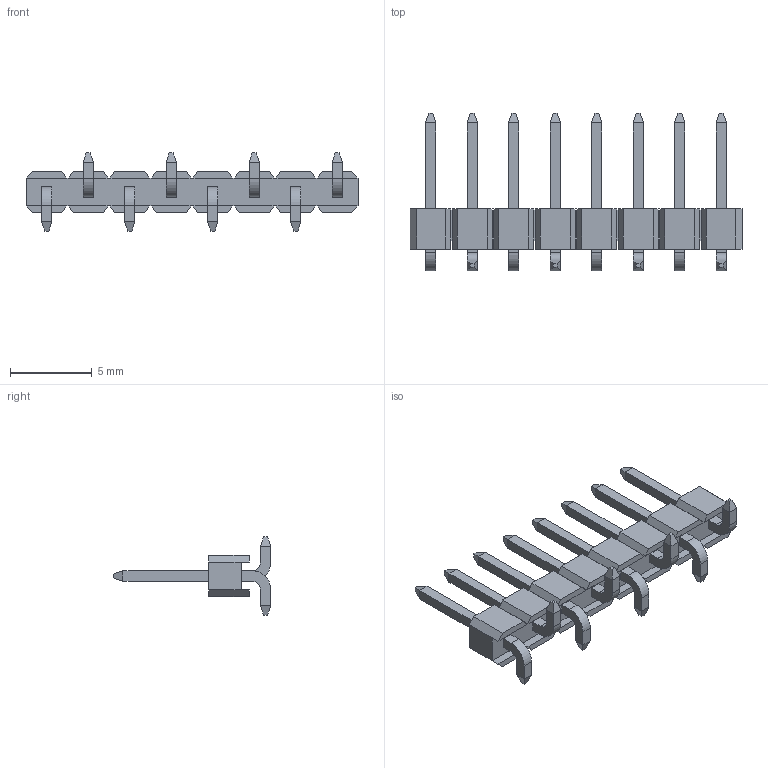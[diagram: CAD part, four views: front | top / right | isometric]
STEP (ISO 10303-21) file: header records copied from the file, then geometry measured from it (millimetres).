
FILE_DESCRIPTION((''),'2;1');
FILE_NAME('878980824','2014-03-05T',('me'),(''),'PRO/ENGINEER BY PARAMETRIC TECHNOLOGY CORPORATION, 2011490','PRO/ENGINEER BY PARAMETRIC TECHNOLOGY CORPORATION, 2011490','');
FILE_SCHEMA(('CONFIG_CONTROL_DESIGN'));
Length unit declared in the file: millimetre
Products named in the file (1): 878980824
Bounding box: 20.32 x 9.65 x 4.8 mm (x, y, z)
Volume: 131.8 mm3; surface area: 421.8 mm2
Topology: 1 solids, 1 shells, 302 faces, 760 edges, 476 vertices
Faces by surface type: plane 286, cylinder 16
Entity records: 8719 total; most frequent: CARTESIAN_POINT 1507, ORIENTED_EDGE 1456, DIRECTION 1398, VECTOR 728, LINE 728, EDGE_CURVE 728, VERTEX_POINT 444, AXIS2_PLACEMENT_3D 335
